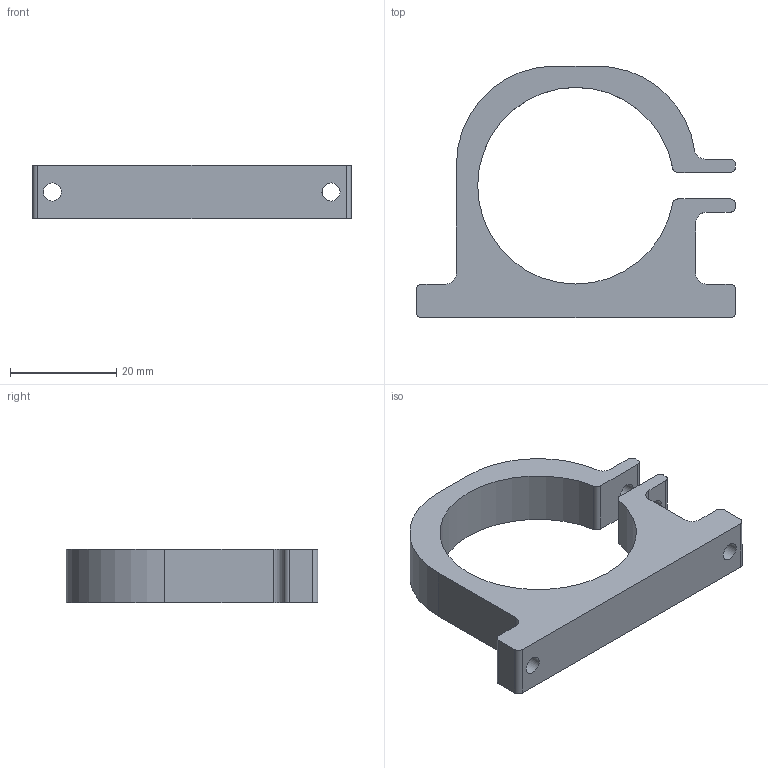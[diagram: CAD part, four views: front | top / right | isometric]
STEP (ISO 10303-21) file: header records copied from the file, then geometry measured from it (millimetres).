
FILE_DESCRIPTION(/* description */ (''),/* implementation_level */ '2;1');
FILE_NAME(/* name */ 'Motor Mount v2.step',/* time_stamp */ '2022-05-04T09:06:54-04:00',/* author */ (''),/* organization */ (''),/* preprocessor_version */ 'ST-DEVELOPER v18.1',/* originating_system */ 'Autodesk Translation Framework v10.14.0.1471',/* authorisation */ '');
FILE_SCHEMA (('AUTOMOTIVE_DESIGN { 1 0 10303 214 3 1 1 }'));
Length unit declared in the file: millimetre
Products named in the file (1): Motor Mount
Bounding box: 60 x 47.35 x 10 mm (x, y, z)
Volume: 10062.7 mm3; surface area: 5522.5 mm2
Topology: 1 solids, 1 shells, 39 faces, 113 edges, 74 vertices
Faces by surface type: cylinder 21, plane 17, cone 1
Full cylindrical faces by diameter (mm): 3.4 x4
Entity records: 1354 total; most frequent: DIRECTION 238, CARTESIAN_POINT 233, ORIENTED_EDGE 226, EDGE_CURVE 113, AXIS2_PLACEMENT_3D 86, VERTEX_POINT 74, LINE 66, VECTOR 66
